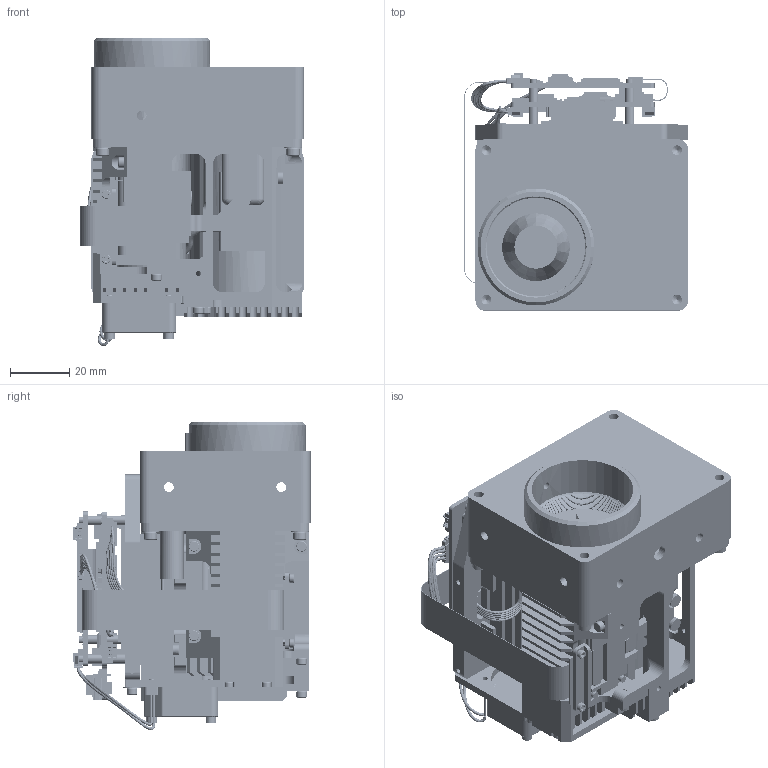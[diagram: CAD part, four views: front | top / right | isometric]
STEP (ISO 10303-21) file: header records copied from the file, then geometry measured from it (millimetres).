
FILE_DESCRIPTION (( 'STEP AP214' ), '1' );
FILE_NAME ('20-70007 Mechanical ICD, Ventus HD6 No Lens RevC.STEP', '2024-11-16T01:10:41', ( '' ), ( '' ), 'SwSTEP 2.0', 'SolidWorks 2023', '' );
FILE_SCHEMA (( 'AUTOMOTIVE_DESIGN' ));
Length unit declared in the file: millimetre
Products named in the file (1): 20-70007 Mechanical ICD, Ventus HD6 No Lens RevC
Bounding box: 75.86 x 80.42 x 104.65 mm (x, y, z)
Volume: 200716.2 mm3; surface area: 119888.1 mm2
Topology: 51 solids, 59 shells, 6005 faces, 16076 edges, 10489 vertices
Faces by surface type: plane 4648, cylinder 958, cone 255, bspline 115, torus 21, sphere 8
Full cylindrical faces by diameter (mm): 0.203 x6, 0.3 x2, 0.4 x1, 0.508 x28, 0.8 x3, 0.9 x3, 0.991 x3, 1.191 x4, 1.2 x2, 1.25 x4, 1.3 x1, 1.5 x5, 1.524 x160, 1.626 x8, 1.75 x4, 1.778 x17, 1.8 x8, 2 x4, 2.05 x2, 2.375 x4, 2.388 x3, 2.438 x8, 2.5 x5, 2.8 x3, 3 x6, 3.175 x8, 3.3 x12, 3.4 x2, 3.556 x2, 3.572 x18
Entity records: 239007 total; most frequent: CARTESIAN_POINT 95041, ORIENTED_EDGE 30216, DIRECTION 27703, EDGE_CURVE 15108, VECTOR 12697, LINE 12697, VERTEX_POINT 10045, AXIS2_PLACEMENT_3D 7503
